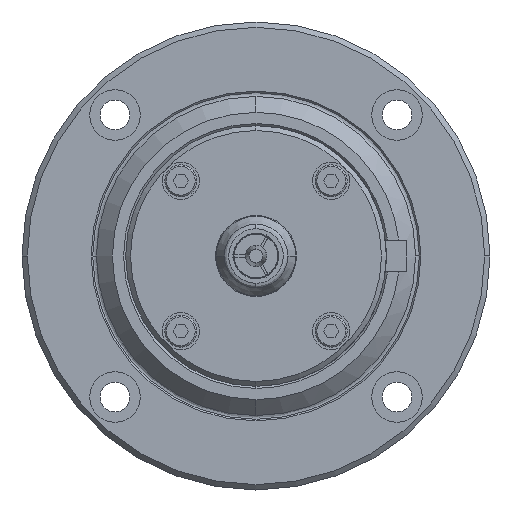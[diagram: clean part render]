
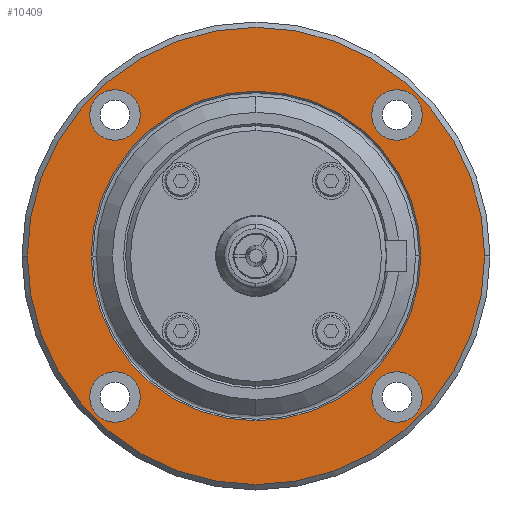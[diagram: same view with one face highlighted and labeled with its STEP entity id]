
A CAD part, left-side view. The second image highlights one B-rep face of the part: STEP entity #10409.
In plain terms, the highlighted planar face has unit normal (-1, 0, 0).
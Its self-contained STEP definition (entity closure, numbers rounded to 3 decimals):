
#61 = CIRCLE ( 'NONE', #16187, 4.75 ) ;
#406 = FACE_BOUND ( 'NONE', #10785, .T. ) ;
#899 = EDGE_CURVE ( 'NONE', #4314, #14511, #14710, .T. ) ;
#1021 = EDGE_LOOP ( 'NONE', ( #11880, #12284 ) ) ;
#1089 = DIRECTION ( 'NONE',  ( 0., 1., 0. ) ) ;
#1151 = CARTESIAN_POINT ( 'NONE',  ( 8.5, -26.517, 26.517 ) ) ;
#1202 = DIRECTION ( 'NONE',  ( 0., 0., 1. ) ) ;
#1406 = DIRECTION ( 'NONE',  ( 0., 0., 1. ) ) ;
#1599 = CARTESIAN_POINT ( 'NONE',  ( 8.5, 43., 0. ) ) ;
#1845 = DIRECTION ( 'NONE',  ( 1., 0., 0. ) ) ;
#1923 = PLANE ( 'NONE',  #15398 ) ;
#1976 = CARTESIAN_POINT ( 'NONE',  ( 8.5, 31., 0. ) ) ;
#2047 = ORIENTED_EDGE ( 'NONE', *, *, #15014, .T. ) ;
#2062 = CARTESIAN_POINT ( 'NONE',  ( 8.5, 31., 0. ) ) ;
#2478 = CARTESIAN_POINT ( 'NONE',  ( 8.5, 26.517, -26.517 ) ) ;
#2541 = DIRECTION ( 'NONE',  ( 1., 0., 0. ) ) ;
#2561 = CIRCLE ( 'NONE', #16234, 4.75 ) ;
#2585 = DIRECTION ( 'NONE',  ( 0., 0., 1. ) ) ;
#3407 = EDGE_CURVE ( 'NONE', #6409, #4027, #2561, .T. ) ;
#3612 = CIRCLE ( 'NONE', #17035, 4.75 ) ;
#3626 = CARTESIAN_POINT ( 'NONE',  ( 8.5, 26.517, 26.517 ) ) ;
#3701 = CARTESIAN_POINT ( 'NONE',  ( 8.5, 0., 0. ) ) ;
#3931 = DIRECTION ( 'NONE',  ( 0., 0., 1. ) ) ;
#4027 = VERTEX_POINT ( 'NONE', #14345 ) ;
#4233 = FACE_OUTER_BOUND ( 'NONE', #6056, .T. ) ;
#4314 = VERTEX_POINT ( 'NONE', #5844 ) ;
#4794 = AXIS2_PLACEMENT_3D ( 'NONE', #3701, #13642, #5134 ) ;
#4807 = DIRECTION ( 'NONE',  ( 1., 0., 0. ) ) ;
#4866 = EDGE_CURVE ( 'NONE', #9175, #11914, #12554, .T. ) ;
#5064 = DIRECTION ( 'NONE',  ( 0., 0., 1. ) ) ;
#5114 = EDGE_CURVE ( 'NONE', #14511, #4314, #13204, .T. ) ;
#5134 = DIRECTION ( 'NONE',  ( 0., -1., 0. ) ) ;
#5398 = VERTEX_POINT ( 'NONE', #18463 ) ;
#5501 = AXIS2_PLACEMENT_3D ( 'NONE', #10387, #1845, #11797 ) ;
#5844 = CARTESIAN_POINT ( 'NONE',  ( 8.5, -43., 0. ) ) ;
#5881 = VERTEX_POINT ( 'NONE', #2062 ) ;
#6056 = EDGE_LOOP ( 'NONE', ( #10305, #15608 ) ) ;
#6064 = CARTESIAN_POINT ( 'NONE',  ( 8.5, -31., 0. ) ) ;
#6246 = EDGE_CURVE ( 'NONE', #9744, #5881, #7879, .T. ) ;
#6303 = DIRECTION ( 'NONE',  ( -1., 0., 0. ) ) ;
#6320 = DIRECTION ( 'NONE',  ( 1., 0., 0. ) ) ;
#6409 = VERTEX_POINT ( 'NONE', #15310 ) ;
#6972 = CARTESIAN_POINT ( 'NONE',  ( 8.5, 26.517, 21.767 ) ) ;
#7160 = ORIENTED_EDGE ( 'NONE', *, *, #15995, .T. ) ;
#7226 = EDGE_CURVE ( 'NONE', #5881, #9744, #10552, .T. ) ;
#7415 = DIRECTION ( 'NONE',  ( 1., 0., 0. ) ) ;
#7531 = CARTESIAN_POINT ( 'NONE',  ( 8.5, -26.517, 31.267 ) ) ;
#7879 = CIRCLE ( 'NONE', #4794, 31. ) ;
#7900 = AXIS2_PLACEMENT_3D ( 'NONE', #14825, #6320, #16245 ) ;
#8013 = EDGE_CURVE ( 'NONE', #5398, #15399, #9208, .T. ) ;
#8416 = AXIS2_PLACEMENT_3D ( 'NONE', #1151, #11101, #2585 ) ;
#8682 = EDGE_CURVE ( 'NONE', #15399, #5398, #3612, .T. ) ;
#8964 = AXIS2_PLACEMENT_3D ( 'NONE', #15903, #7415, #17301 ) ;
#9175 = VERTEX_POINT ( 'NONE', #17295 ) ;
#9208 = CIRCLE ( 'NONE', #15151, 4.75 ) ;
#9454 = EDGE_LOOP ( 'NONE', ( #7160, #17476 ) ) ;
#9632 = DIRECTION ( 'NONE',  ( 1., 0., 0. ) ) ;
#9744 = VERTEX_POINT ( 'NONE', #6064 ) ;
#9749 = DIRECTION ( 'NONE',  ( 1., 0., 0. ) ) ;
#9946 = DIRECTION ( 'NONE',  ( 1., 0., 0. ) ) ;
#10150 = VERTEX_POINT ( 'NONE', #15603 ) ;
#10305 = ORIENTED_EDGE ( 'NONE', *, *, #5114, .F. ) ;
#10380 = EDGE_CURVE ( 'NONE', #4027, #6409, #12680, .T. ) ;
#10387 = CARTESIAN_POINT ( 'NONE',  ( 8.5, -26.517, -26.517 ) ) ;
#10409 = ADVANCED_FACE ( 'NONE', ( #11774, #4233, #16452, #15555, #406, #15124 ), #1923, .T. ) ;
#10552 = CIRCLE ( 'NONE', #7900, 31. ) ;
#10785 = EDGE_LOOP ( 'NONE', ( #16760, #2047 ) ) ;
#11063 = CARTESIAN_POINT ( 'NONE',  ( 8.5, 26.517, 26.517 ) ) ;
#11101 = DIRECTION ( 'NONE',  ( 1., 0., 0. ) ) ;
#11774 = FACE_BOUND ( 'NONE', #1021, .T. ) ;
#11797 = DIRECTION ( 'NONE',  ( 0., 0., 1. ) ) ;
#11880 = ORIENTED_EDGE ( 'NONE', *, *, #6246, .T. ) ;
#11914 = VERTEX_POINT ( 'NONE', #7531 ) ;
#11933 = EDGE_LOOP ( 'NONE', ( #14086, #18116 ) ) ;
#12284 = ORIENTED_EDGE ( 'NONE', *, *, #7226, .T. ) ;
#12441 = DIRECTION ( 'NONE',  ( 1., 0., 0. ) ) ;
#12488 = ORIENTED_EDGE ( 'NONE', *, *, #8013, .T. ) ;
#12500 = DIRECTION ( 'NONE',  ( 0., 0., 1. ) ) ;
#12554 = CIRCLE ( 'NONE', #8416, 4.75 ) ;
#12680 = CIRCLE ( 'NONE', #17059, 4.75 ) ;
#13204 = CIRCLE ( 'NONE', #8964, 43. ) ;
#13306 = CARTESIAN_POINT ( 'NONE',  ( 8.5, 26.517, -26.517 ) ) ;
#13335 = EDGE_CURVE ( 'NONE', #10150, #18311, #17021, .T. ) ;
#13558 = DIRECTION ( 'NONE',  ( 1., 0., 0. ) ) ;
#13642 = DIRECTION ( 'NONE',  ( 1., 0., 0. ) ) ;
#13706 = CIRCLE ( 'NONE', #18180, 4.75 ) ;
#14086 = ORIENTED_EDGE ( 'NONE', *, *, #10380, .T. ) ;
#14345 = CARTESIAN_POINT ( 'NONE',  ( 8.5, 26.517, -21.767 ) ) ;
#14511 = VERTEX_POINT ( 'NONE', #1599 ) ;
#14710 = CIRCLE ( 'NONE', #16691, 43. ) ;
#14736 = DIRECTION ( 'NONE',  ( 0., 0., 1. ) ) ;
#14825 = CARTESIAN_POINT ( 'NONE',  ( 8.5, 0., 0. ) ) ;
#15014 = EDGE_CURVE ( 'NONE', #18311, #10150, #13706, .T. ) ;
#15124 = FACE_BOUND ( 'NONE', #11933, .T. ) ;
#15151 = AXIS2_PLACEMENT_3D ( 'NONE', #11063, #2541, #12500 ) ;
#15310 = CARTESIAN_POINT ( 'NONE',  ( 8.5, 26.517, -31.267 ) ) ;
#15398 = AXIS2_PLACEMENT_3D ( 'NONE', #1976, #6303, #16227 ) ;
#15399 = VERTEX_POINT ( 'NONE', #6972 ) ;
#15555 = FACE_BOUND ( 'NONE', #9454, .T. ) ;
#15603 = CARTESIAN_POINT ( 'NONE',  ( 8.5, -26.517, -21.767 ) ) ;
#15608 = ORIENTED_EDGE ( 'NONE', *, *, #899, .F. ) ;
#15767 = CARTESIAN_POINT ( 'NONE',  ( 8.5, -26.517, -31.267 ) ) ;
#15903 = CARTESIAN_POINT ( 'NONE',  ( 8.5, 0., 0. ) ) ;
#15995 = EDGE_CURVE ( 'NONE', #11914, #9175, #61, .T. ) ;
#16187 = AXIS2_PLACEMENT_3D ( 'NONE', #18222, #9749, #1202 ) ;
#16227 = DIRECTION ( 'NONE',  ( 0., -1., 0. ) ) ;
#16234 = AXIS2_PLACEMENT_3D ( 'NONE', #2478, #12441, #3931 ) ;
#16245 = DIRECTION ( 'NONE',  ( 0., -1., 0. ) ) ;
#16452 = FACE_BOUND ( 'NONE', #17014, .T. ) ;
#16691 = AXIS2_PLACEMENT_3D ( 'NONE', #18111, #9632, #1089 ) ;
#16760 = ORIENTED_EDGE ( 'NONE', *, *, #13335, .T. ) ;
#17014 = EDGE_LOOP ( 'NONE', ( #12488, #17152 ) ) ;
#17021 = CIRCLE ( 'NONE', #5501, 4.75 ) ;
#17035 = AXIS2_PLACEMENT_3D ( 'NONE', #3626, #13558, #5064 ) ;
#17059 = AXIS2_PLACEMENT_3D ( 'NONE', #13306, #4807, #14736 ) ;
#17152 = ORIENTED_EDGE ( 'NONE', *, *, #8682, .T. ) ;
#17295 = CARTESIAN_POINT ( 'NONE',  ( 8.5, -26.517, 21.767 ) ) ;
#17301 = DIRECTION ( 'NONE',  ( 0., 1., 0. ) ) ;
#17476 = ORIENTED_EDGE ( 'NONE', *, *, #4866, .T. ) ;
#18111 = CARTESIAN_POINT ( 'NONE',  ( 8.5, 0., 0. ) ) ;
#18116 = ORIENTED_EDGE ( 'NONE', *, *, #3407, .T. ) ;
#18180 = AXIS2_PLACEMENT_3D ( 'NONE', #18414, #9946, #1406 ) ;
#18222 = CARTESIAN_POINT ( 'NONE',  ( 8.5, -26.517, 26.517 ) ) ;
#18311 = VERTEX_POINT ( 'NONE', #15767 ) ;
#18414 = CARTESIAN_POINT ( 'NONE',  ( 8.5, -26.517, -26.517 ) ) ;
#18463 = CARTESIAN_POINT ( 'NONE',  ( 8.5, 26.517, 31.267 ) ) ;
